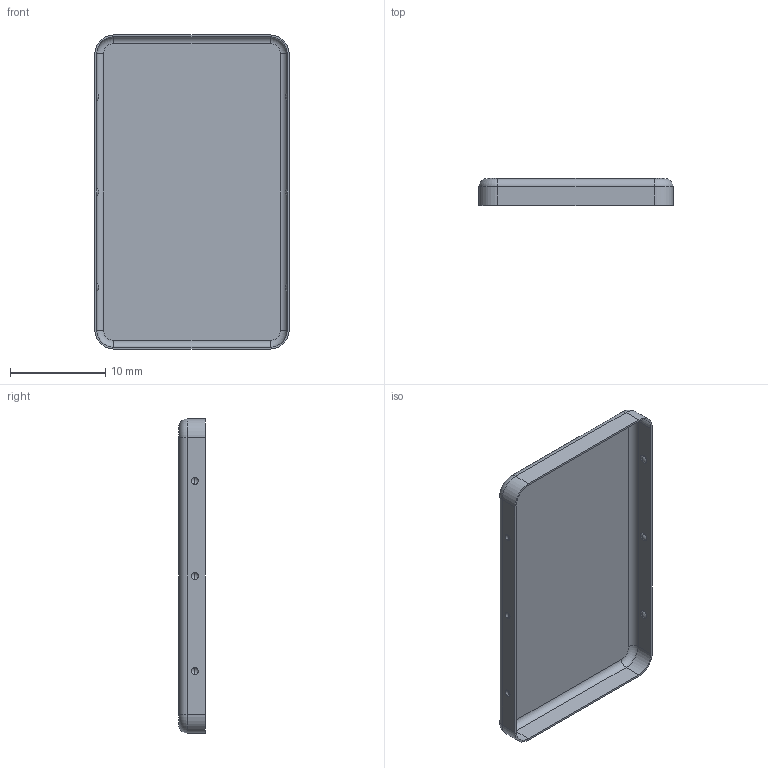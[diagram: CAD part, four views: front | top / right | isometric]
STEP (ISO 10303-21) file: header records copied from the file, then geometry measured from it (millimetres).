
FILE_DESCRIPTION (( 'STEP AP203' ), '1' );
FILE_NAME ('MS326-10C.step', '2021-07-01T12:15:32', ( '' ), ( '' ), 'SwSTEP 2.0', 'SolidWorks 2021', '' );
FILE_SCHEMA (( 'CONFIG_CONTROL_DESIGN' ));
Length unit declared in the file: millimetre
Products named in the file (1): MS326-10C
Bounding box: 20.4 x 2.8 x 33 mm (x, y, z)
Volume: 180.4 mm3; surface area: 1824.5 mm2
Topology: 1 solids, 1 shells, 66 faces, 136 edges, 84 vertices
Faces by surface type: sphere 24, plane 18, cylinder 16, torus 8
Entity records: 1845 total; most frequent: DIRECTION 358, CARTESIAN_POINT 287, ORIENTED_EDGE 272, AXIS2_PLACEMENT_3D 155, EDGE_CURVE 136, CIRCLE 88, VERTEX_POINT 84, EDGE_LOOP 78
